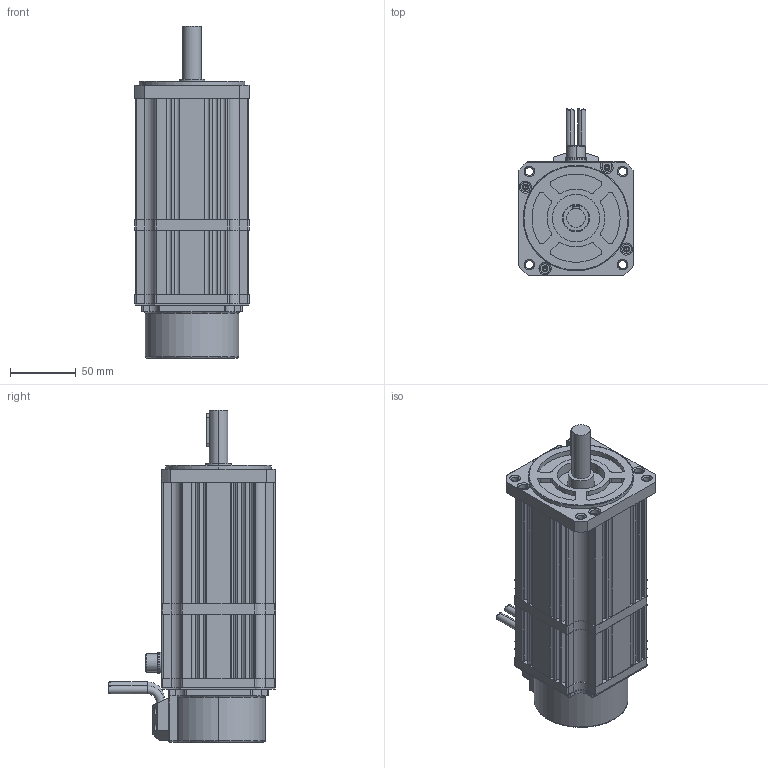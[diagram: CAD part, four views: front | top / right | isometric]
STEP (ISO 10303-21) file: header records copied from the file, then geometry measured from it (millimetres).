
FILE_DESCRIPTION (( 'STEP AP203' ), '1' );
FILE_NAME ('86M 750W - Final.STEP', '2010-03-03T04:53:38', ( '' ), ( '' ), 'SwSTEP 2.0', 'SolidWorks 2011', '' );
FILE_SCHEMA (( 'CONFIG_CONTROL_DESIGN' ));
Length unit declared in the file: millimetre
Products named in the file (1): 86M 750W - Final
Bounding box: 86.6 x 126.76 x 252 mm (x, y, z)
Volume: 496861.6 mm3; surface area: 246425.9 mm2
Topology: 15 solids, 15 shells, 1006 faces, 2711 edges, 1739 vertices
Faces by surface type: cylinder 492, plane 374, bspline 100, cone 36, torus 4
Entity records: 36837 total; most frequent: CARTESIAN_POINT 11369, ORIENTED_EDGE 5356, DIRECTION 5315, EDGE_CURVE 2678, AXIS2_PLACEMENT_3D 1994, VERTEX_POINT 1739, VECTOR 1327, LINE 1327
